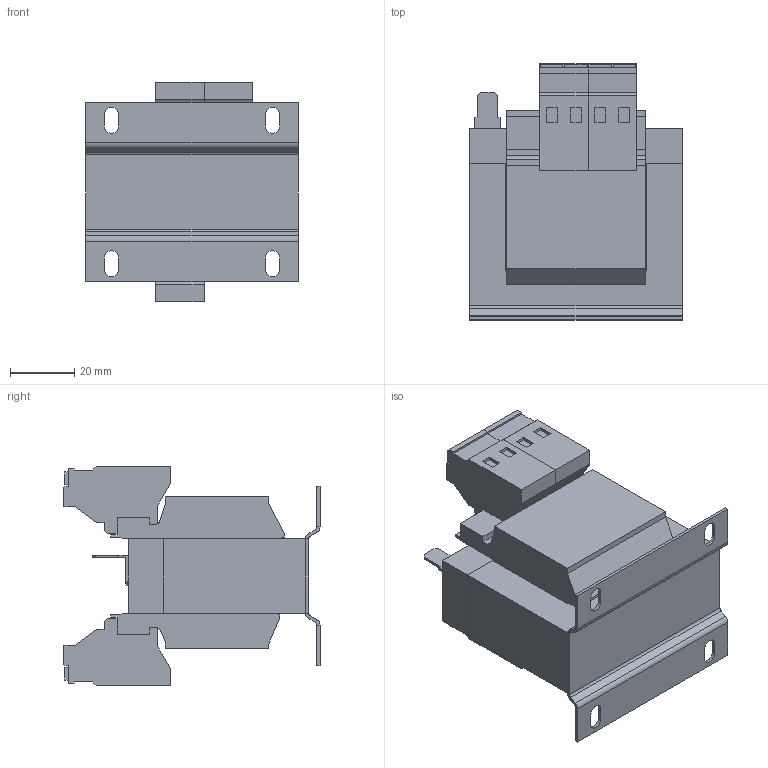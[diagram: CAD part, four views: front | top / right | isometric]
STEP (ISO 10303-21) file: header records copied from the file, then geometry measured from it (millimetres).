
FILE_DESCRIPTION (( 'STEP AP214' ), '1' );
FILE_NAME ('225373.STEP', '2020-06-30T08:54:35', ( '' ), ( '' ), 'SwSTEP 2.0', 'SolidWorks 2018', '' );
FILE_SCHEMA (( 'AUTOMOTIVE_DESIGN' ));
Length unit declared in the file: millimetre
Products named in the file (1): 225373
Bounding box: 66 x 79.55 x 68.2 mm (x, y, z)
Volume: 151930.4 mm3; surface area: 35626.5 mm2
Topology: 1 solids, 1 shells, 270 faces, 685 edges, 434 vertices
Faces by surface type: plane 240, cylinder 30
Entity records: 7987 total; most frequent: CARTESIAN_POINT 1390, ORIENTED_EDGE 1370, DIRECTION 1291, EDGE_CURVE 685, LINE 621, VECTOR 621, VERTEX_POINT 434, AXIS2_PLACEMENT_3D 335
